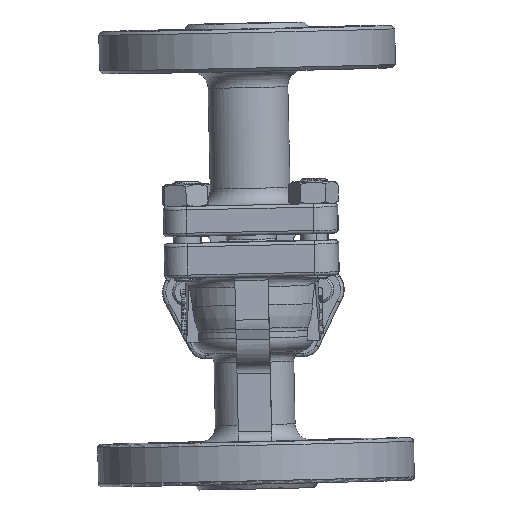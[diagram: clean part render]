
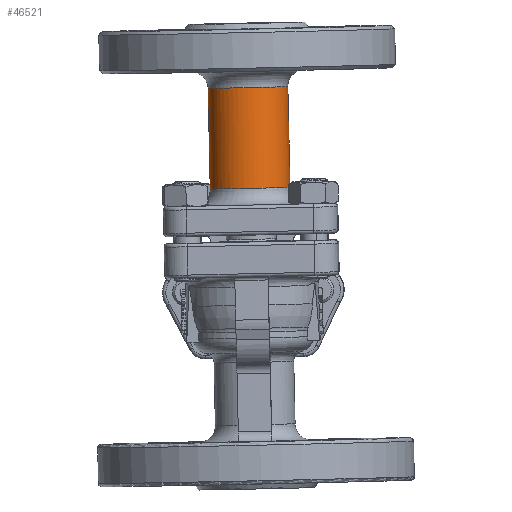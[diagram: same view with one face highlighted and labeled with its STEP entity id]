
A CAD part, front view. The second image highlights one B-rep face of the part: STEP entity #46521.
In plain terms, the highlighted cylindrical face has radius 12 mm (diameter 24 mm), a partial arc.
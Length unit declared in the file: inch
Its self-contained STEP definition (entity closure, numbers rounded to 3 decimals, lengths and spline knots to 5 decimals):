
#219 = B_SPLINE_CURVE_WITH_KNOTS ( 'NONE', 3,
 ( #42157, #33458, #20117, #9661, #11865, #44596, #38114, #34813, #44362, #23902, #26339, #24137, #832, #15186, #29910, #38582, #40810, #37243 ),
 .UNSPECIFIED., .F., .F.,
 ( 4, 2, 2, 2, 2, 2, 2, 2, 4 ),
 ( 0., 0.125, 0.25, 0.375, 0.5, 0.625, 0.75, 0.875, 1. ),
 .UNSPECIFIED. ) ;
#358 = ORIENTED_EDGE ( 'NONE', *, *, #44990, .T. ) ;
#449 = EDGE_CURVE ( 'NONE', #2216, #2069, #13274, .T. ) ;
#832 = CARTESIAN_POINT ( 'NONE',  ( -0.36176, -0.39017, 2.40852 ) ) ;
#1065 = CARTESIAN_POINT ( 'NONE',  ( 0.42087, -0.01479, 1.6316 ) ) ;
#2069 = VERTEX_POINT ( 'NONE', #3169 ) ;
#2216 = VERTEX_POINT ( 'NONE', #36967 ) ;
#2764 = EDGE_CURVE ( 'NONE', #2069, #32171, #10810, .T. ) ;
#2956 = CARTESIAN_POINT ( 'NONE',  ( -0.28402, -0.42011, 1.21685 ) ) ;
#3169 = CARTESIAN_POINT ( 'NONE',  ( -0.51522, -0.00545, 1.21379 ) ) ;
#5280 = CARTESIAN_POINT ( 'NONE',  ( 0.40378, -0.01845, 2.42669 ) ) ;
#6524 = CARTESIAN_POINT ( 'NONE',  ( -0.17015, -0.46834, 1.21908 ) ) ;
#6719 = EDGE_LOOP ( 'NONE', ( #43396, #358, #15059, #15209 ) ) ;
#6749 = CARTESIAN_POINT ( 'NONE',  ( 0.19172, -0.42389, 1.22706 ) ) ;
#8572 = CARTESIAN_POINT ( 'NONE',  ( 0.42941, -0.01296, 1.23406 ) ) ;
#9661 = CARTESIAN_POINT ( 'NONE',  ( 0.3423, -0.2559, 2.42427 ) ) ;
#10054 = CARTESIAN_POINT ( 'NONE',  ( -0.45748, -0.24384, 1.21394 ) ) ;
#10294 = CARTESIAN_POINT ( 'NONE',  ( 0.42941, -0.01296, 1.23406 ) ) ;
#10810 = B_SPLINE_CURVE_WITH_KNOTS ( 'NONE', 3,
 ( #21190, #28067, #42532, #10054, #24539, #38973, #2956, #6524, #20950, #35422, #17406, #6749, #31867, #46320, #13834, #28314, #42768, #10294 ),
 .UNSPECIFIED., .F., .F.,
 ( 4, 2, 2, 2, 2, 2, 2, 2, 4 ),
 ( 0., 0.125, 0.25, 0.375, 0.5, 0.625, 0.75, 0.875, 1. ),
 .UNSPECIFIED. ) ;
#11790 = CARTESIAN_POINT ( 'NONE',  ( -0.53231, -0.00911, 2.00888 ) ) ;
#11865 = CARTESIAN_POINT ( 'NONE',  ( 0.30688, -0.30803, 2.42327 ) ) ;
#12868 = DIRECTION ( 'NONE',  ( -0.021, -0.005, 1. ) ) ;
#13274 = B_SPLINE_CURVE_WITH_KNOTS ( 'NONE', 3,
 ( #22705, #11790, #22931, #22247 ),
 .UNSPECIFIED., .F., .F.,
 ( 4, 4 ),
 ( 0., 1. ),
 .UNSPECIFIED. ) ;
#13527 = VERTEX_POINT ( 'NONE', #44936 ) ;
#13834 = CARTESIAN_POINT ( 'NONE',  ( 0.36793, -0.2504, 1.23164 ) ) ;
#15059 = ORIENTED_EDGE ( 'NONE', *, *, #449, .T. ) ;
#15186 = CARTESIAN_POINT ( 'NONE',  ( -0.44851, -0.30202, 2.40706 ) ) ;
#15209 = ORIENTED_EDGE ( 'NONE', *, *, #2764, .T. ) ;
#15334 = B_SPLINE_CURVE_WITH_KNOTS ( 'NONE', 3,
 ( #8572, #1065, #44614, #5280 ),
 .UNSPECIFIED., .F., .F.,
 ( 4, 4 ),
 ( 0., 1. ),
 .UNSPECIFIED. ) ;
#17406 = CARTESIAN_POINT ( 'NONE',  ( 0.07711, -0.47031, 1.22438 ) ) ;
#18151 = EDGE_CURVE ( 'NONE', #32171, #13527, #15334, .T. ) ;
#20117 = CARTESIAN_POINT ( 'NONE',  ( 0.39052, -0.14201, 2.42583 ) ) ;
#20889 = FACE_OUTER_BOUND ( 'NONE', #6719, .T. ) ;
#20950 = CARTESIAN_POINT ( 'NONE',  ( -0.10844, -0.48113, 1.22034 ) ) ;
#21190 = CARTESIAN_POINT ( 'NONE',  ( -0.51522, -0.00545, 1.21379 ) ) ;
#22247 = CARTESIAN_POINT ( 'NONE',  ( -0.51522, -0.00545, 1.21379 ) ) ;
#22705 = CARTESIAN_POINT ( 'NONE',  ( -0.54086, -0.01094, 2.40642 ) ) ;
#22931 = CARTESIAN_POINT ( 'NONE',  ( -0.52377, -0.00728, 1.61134 ) ) ;
#23771 = DIRECTION ( 'NONE',  ( 1., -0.008, 0.021 ) ) ;
#23902 = CARTESIAN_POINT ( 'NONE',  ( -0.13407, -0.48663, 2.41297 ) ) ;
#24137 = CARTESIAN_POINT ( 'NONE',  ( -0.30965, -0.4256, 2.40948 ) ) ;
#24539 = CARTESIAN_POINT ( 'NONE',  ( -0.42288, -0.29652, 1.21444 ) ) ;
#26339 = CARTESIAN_POINT ( 'NONE',  ( -0.19578, -0.47384, 2.4117 ) ) ;
#28067 = CARTESIAN_POINT ( 'NONE',  ( -0.51571, -0.06729, 1.2135 ) ) ;
#28314 = CARTESIAN_POINT ( 'NONE',  ( 0.41615, -0.13652, 1.23321 ) ) ;
#29910 = CARTESIAN_POINT ( 'NONE',  ( -0.48311, -0.24934, 2.40656 ) ) ;
#29967 = AXIS2_PLACEMENT_3D ( 'NONE', #34923, #12868, #23771 ) ;
#31867 = CARTESIAN_POINT ( 'NONE',  ( 0.24439, -0.38929, 1.22835 ) ) ;
#32171 = VERTEX_POINT ( 'NONE', #42880 ) ;
#33458 = CARTESIAN_POINT ( 'NONE',  ( 0.40329, -0.08029, 2.42639 ) ) ;
#34453 = CYLINDRICAL_SURFACE ( 'NONE', #29967, 0.47244 ) ;
#34813 = CARTESIAN_POINT ( 'NONE',  ( 0.05148, -0.47581, 2.41701 ) ) ;
#34923 = CARTESIAN_POINT ( 'NONE',  ( -0.10766, -0.02309, 4.23684 ) ) ;
#35422 = CARTESIAN_POINT ( 'NONE',  ( 0.01521, -0.48211, 1.223 ) ) ;
#36967 = CARTESIAN_POINT ( 'NONE',  ( -0.54086, -0.01094, 2.40642 ) ) ;
#37243 = CARTESIAN_POINT ( 'NONE',  ( -0.54086, -0.01094, 2.40642 ) ) ;
#38114 = CARTESIAN_POINT ( 'NONE',  ( 0.16609, -0.42938, 2.41968 ) ) ;
#38582 = CARTESIAN_POINT ( 'NONE',  ( -0.52953, -0.1347, 2.40609 ) ) ;
#38973 = CARTESIAN_POINT ( 'NONE',  ( -0.33613, -0.38467, 1.2159 ) ) ;
#40810 = CARTESIAN_POINT ( 'NONE',  ( -0.54134, -0.07278, 2.40612 ) ) ;
#42157 = CARTESIAN_POINT ( 'NONE',  ( 0.40378, -0.01845, 2.42669 ) ) ;
#42532 = CARTESIAN_POINT ( 'NONE',  ( -0.5039, -0.1292, 1.21347 ) ) ;
#42768 = CARTESIAN_POINT ( 'NONE',  ( 0.42892, -0.0748, 1.23376 ) ) ;
#42880 = CARTESIAN_POINT ( 'NONE',  ( 0.42941, -0.01296, 1.23406 ) ) ;
#43396 = ORIENTED_EDGE ( 'NONE', *, *, #18151, .T. ) ;
#44362 = CARTESIAN_POINT ( 'NONE',  ( -0.01042, -0.48761, 2.41562 ) ) ;
#44596 = CARTESIAN_POINT ( 'NONE',  ( 0.21876, -0.39479, 2.42098 ) ) ;
#44614 = CARTESIAN_POINT ( 'NONE',  ( 0.41232, -0.01662, 2.02914 ) ) ;
#44936 = CARTESIAN_POINT ( 'NONE',  ( 0.40378, -0.01845, 2.42669 ) ) ;
#44990 = EDGE_CURVE ( 'NONE', #13527, #2216, #219, .T. ) ;
#46320 = CARTESIAN_POINT ( 'NONE',  ( 0.33251, -0.30253, 1.23064 ) ) ;
#46521 = ADVANCED_FACE ( 'NONE', ( #20889 ), #34453, .T. ) ;
